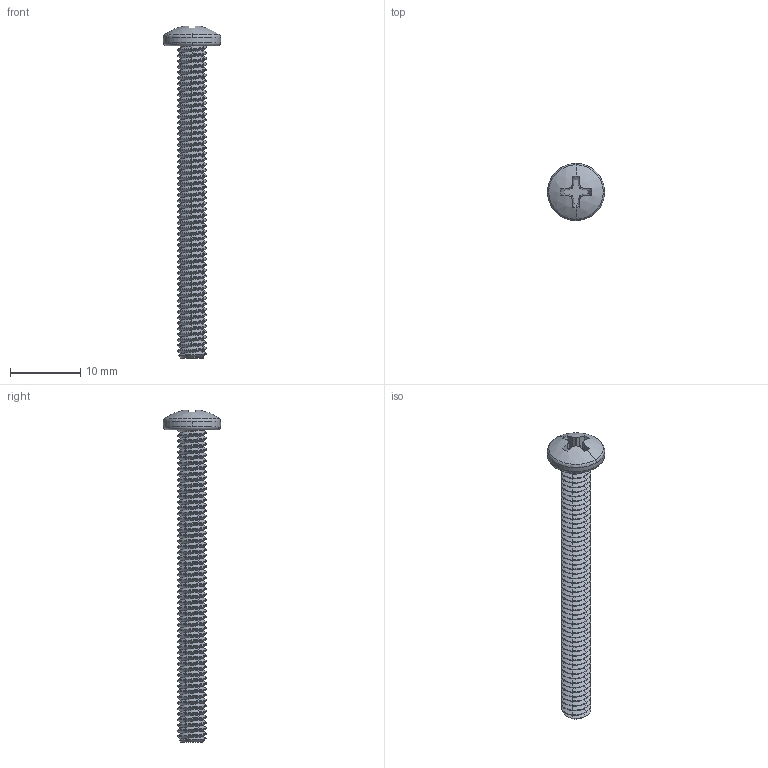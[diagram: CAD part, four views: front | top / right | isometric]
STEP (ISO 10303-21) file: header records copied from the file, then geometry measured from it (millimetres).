
FILE_DESCRIPTION(('CATIA V6 STEP','CAx-IF Rec.Pracs.--- Model Styling and Organization---1.5--- 2016-08-15','CAx-IF Rec.Pracs.---Supplemental Geometry---1.0---2011-11-01','CAx-IF Rec.Pracs.--- Composite Materials ---1.1---2010-07-15','CAx-IF Rec.Pracs.---External References---2.1---2005-01-19'),'2;1');
FILE_NAME('91772A204_Rep.stp','2020-03-22T23:56:12+00:00',('Michael Balsamo'),('Creator, Inc.'),'3DEXPERIENCE Platform3DEXPERIENCE R2020x HotFix 2.3','3DEXPERIENCE Platform STEP AP214 v1','opyright Creator, Inc., 2020. Licensed under CERN-OHL-P v2.');
FILE_SCHEMA(('AUTOMOTIVE_DESIGN { 1 0 10303 214 1 1 1 1 }'));
Length unit declared in the file: millimetre
Products named in the file (1): 91772A204
Bounding box: 8.18 x 8.18 x 47.29 mm (x, y, z)
Volume: 569.1 mm3; surface area: 1059.6 mm2
Topology: 1 solids, 1 shells, 1005 faces, 2895 edges, 1894 vertices
Faces by surface type: bspline 676, cylinder 295, plane 19, cone 9, torus 4, sphere 2
Entity records: 32356 total; most frequent: CARTESIAN_POINT 16017, ORIENTED_EDGE 5788, EDGE_CURVE 2894, VERTEX_POINT 1892, B_SPLINE_CURVE_WITH_KNOTS 1452, EDGE_LOOP 1006, ADVANCED_FACE 1005, FACE_OUTER_BOUND 1005
